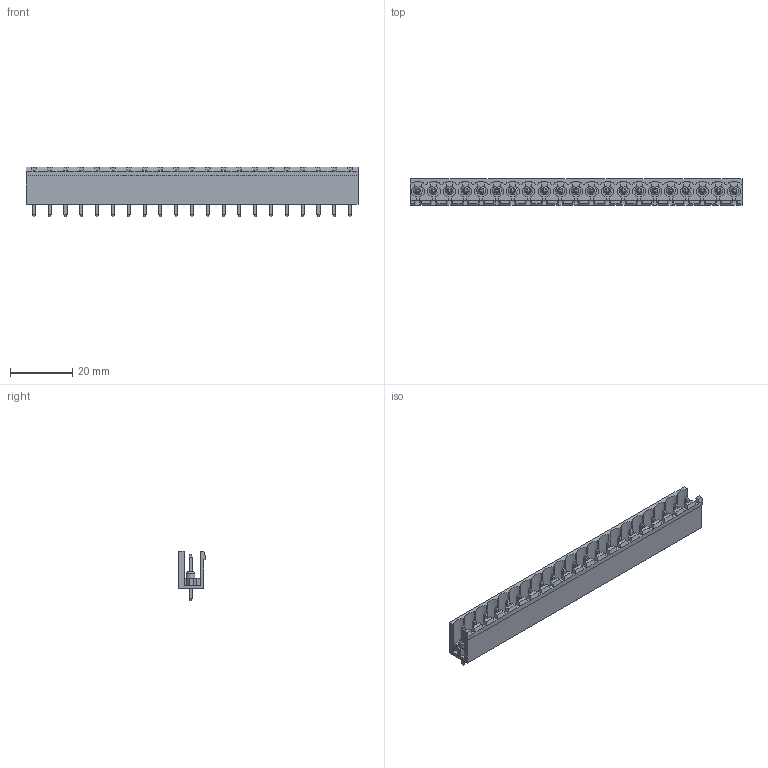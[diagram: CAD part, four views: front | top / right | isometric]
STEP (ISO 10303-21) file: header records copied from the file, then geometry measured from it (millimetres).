
FILE_DESCRIPTION( ( 'Unknown' ), '1' );
FILE_NAME( '691311500021.stp', 'Unknown', ( 'Unknown' ), ( 'Unknown' ), 'PSStep 15.0.49', 'Unknown', ' ' );
FILE_SCHEMA( ( 'AUTOMOTIVE_DESIGN { 1 0 10303 214 1 1 1 1 }' ) );
Length unit declared in the file: millimetre
Products named in the file (3): Assem1; 6913115000xx_PIN; 691311500121
Assembly tree (22 placements, depth 2):
  Assem1
    6913115000xx_PIN  x21
    691311500121
Bounding box: 106.68 x 8.5 x 16 mm (x, y, z)
Volume: 4194.1 mm3; surface area: 9524 mm2
Topology: 22 solids, 22 shells, 1002 faces, 2664 edges, 1706 vertices
Faces by surface type: plane 939, cylinder 42, torus 21
Full cylindrical faces by diameter (mm): 2.75 x21
Entity records: 29110 total; most frequent: CARTESIAN_POINT 4151, ORIENTED_EDGE 4082, DIRECTION 3678, EDGE_CURVE 2041, LINE 1894, VECTOR 1894, VERTEX_POINT 1365, AXIS2_PLACEMENT_3D 892
